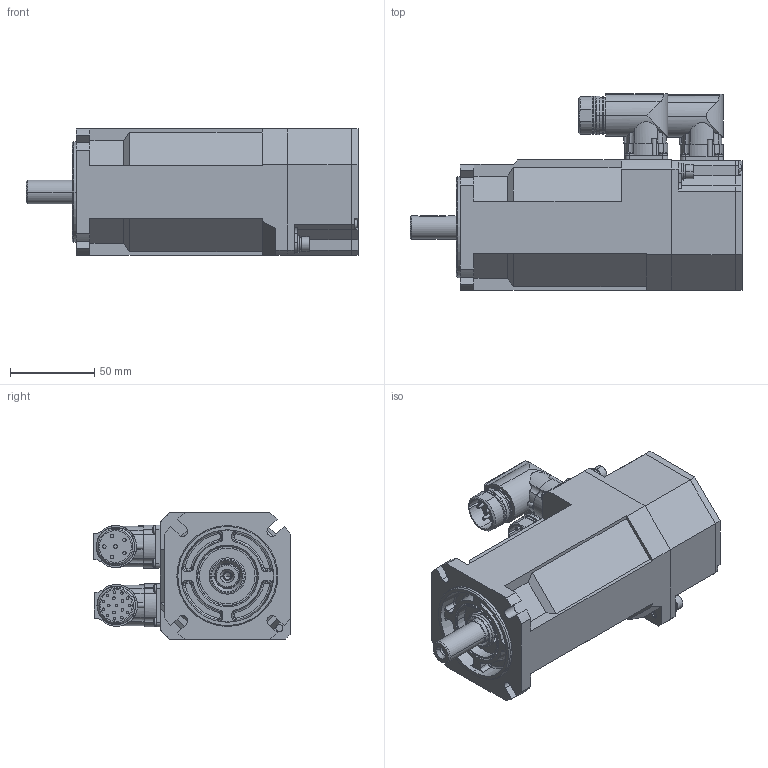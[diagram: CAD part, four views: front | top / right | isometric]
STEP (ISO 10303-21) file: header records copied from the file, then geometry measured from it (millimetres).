
FILE_DESCRIPTION((''),'2;1');
FILE_NAME('U30302A103_50865N-0','2016-06-04T',('zhangyanli'),(''),'PRO/ENGINEER BY PARAMETRIC TECHNOLOGY CORPORATION, 2010430','PRO/ENGINEER BY PARAMETRIC TECHNOLOGY CORPORATION, 2010430','');
FILE_SCHEMA(('CONFIG_CONTROL_DESIGN'));
Length unit declared in the file: millimetre
Products named in the file (1): U30302A103_50865N-0
Bounding box: 197.4 x 117 x 75 mm (x, y, z)
Surface area: 78792.3 mm2 (no closed solid volume)
Topology: 0 solids, 32 shells, 578 faces, 1693 edges, 1153 vertices
Faces by surface type: plane 248, cylinder 227, cone 40, bspline 31, sphere 22, torus 10
Entity records: 20982 total; most frequent: CARTESIAN_POINT 5546, DIRECTION 3367, ORIENTED_EDGE 2965, EDGE_CURVE 1691, AXIS2_PLACEMENT_3D 1285, VERTEX_POINT 1153, VECTOR 797, LINE 797
